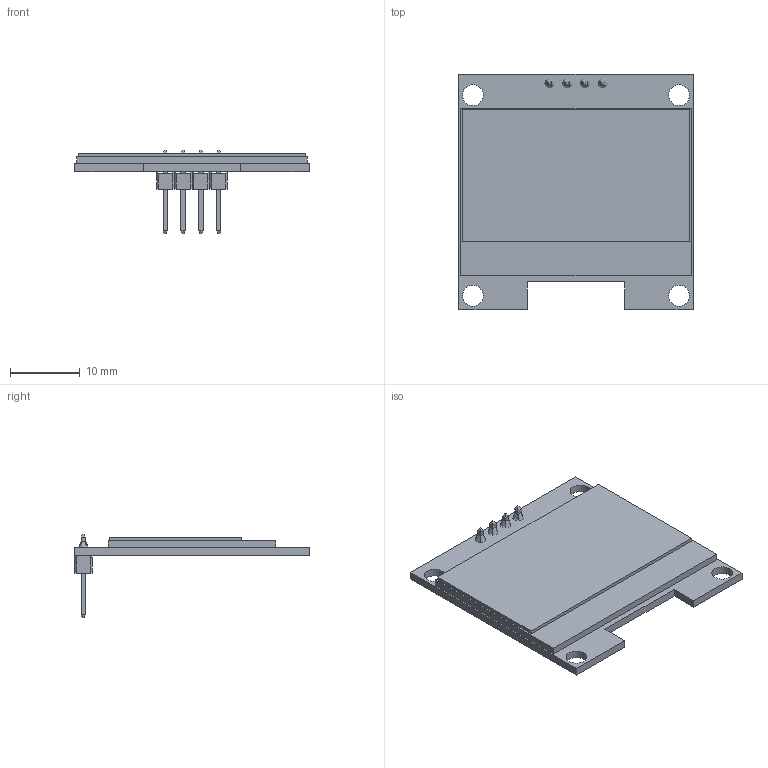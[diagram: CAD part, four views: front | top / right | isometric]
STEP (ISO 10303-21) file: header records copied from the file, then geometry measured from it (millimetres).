
FILE_DESCRIPTION(('FreeCAD Model'),'2;1');
FILE_NAME('Open CASCADE Shape Model','2023-12-24T00:32:17',(''),(''), 'Open CASCADE STEP processor 7.6','FreeCAD','Unknown');
FILE_SCHEMA(('AUTOMOTIVE_DESIGN { 1 0 10303 214 1 1 1 1 }'));
Length unit declared in the file: millimetre
Products named in the file (8): OLED I2C 1.3 Inch Display v16; PIN HEADER MALE 2.54MM P4 v1; 4 lü Lehim v006; 4 lü Lehim v2; 4 lü Lehim v003; 4 lü Lehim v004; 4 lü Lehim v005; SOLID
Assembly tree (7 placements, depth 3):
  OLED I2C 1.3 Inch Display v16
    PIN HEADER MALE 2.54MM P4 v1
    4 lü Lehim v006
      4 lü Lehim v2
      4 lü Lehim v003
      4 lü Lehim v004
      4 lü Lehim v005
    SOLID
Bounding box: 33.5 x 33.7 x 11.94 mm (x, y, z)
Volume: 2375.6 mm3; surface area: 2714.9 mm2
Topology: 6 solids, 6 shells, 192 faces, 458 edges, 284 vertices
Faces by surface type: plane 172, bspline 16, cylinder 4
Full cylindrical faces by diameter (mm): 3 x4
Entity records: 6229 total; most frequent: CARTESIAN_POINT 1246, ORIENTED_EDGE 916, DIRECTION 850, EDGE_CURVE 458, LINE 434, VECTOR 434, VERTEX_POINT 284, FACE_BOUND 222
